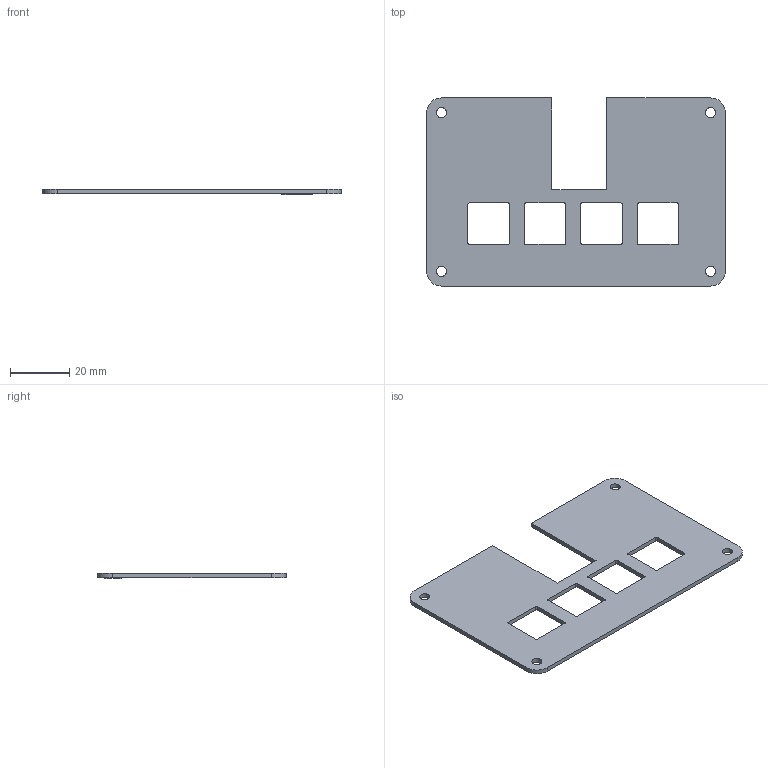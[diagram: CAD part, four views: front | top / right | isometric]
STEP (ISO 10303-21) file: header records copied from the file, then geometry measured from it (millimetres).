
FILE_DESCRIPTION(/* description */ (''),/* implementation_level */ '2;1');
FILE_NAME(/* name */ 'TopPlate.step',/* time_stamp */ '2025-07-09T14:24:40-05:00',/* author */ (''),/* organization */ (''),/* preprocessor_version */ 'ST-DEVELOPER v20.1',/* originating_system */ 'Autodesk Translation Framework v14.10.0.0',/* authorisation */ '');
FILE_SCHEMA (('AUTOMOTIVE_DESIGN { 1 0 10303 214 3 1 1 }'));
Length unit declared in the file: millimetre
Products named in the file (1): 2025-07-09-13-47-46-434
Bounding box: 100.96 x 63.58 x 1.7 mm (x, y, z)
Volume: 7510 mm3; surface area: 11001.2 mm2
Topology: 1 solids, 1 shells, 361 faces, 1017 edges, 678 vertices
Faces by surface type: bspline 205, plane 132, cylinder 24
Full cylindrical faces by diameter (mm): 3.4 x4
Entity records: 13574 total; most frequent: CARTESIAN_POINT 5542, ORIENTED_EDGE 2034, EDGE_CURVE 1017, DIRECTION 969, VERTEX_POINT 678, LINE 559, VECTOR 559, B_SPLINE_CURVE_WITH_KNOTS 410
